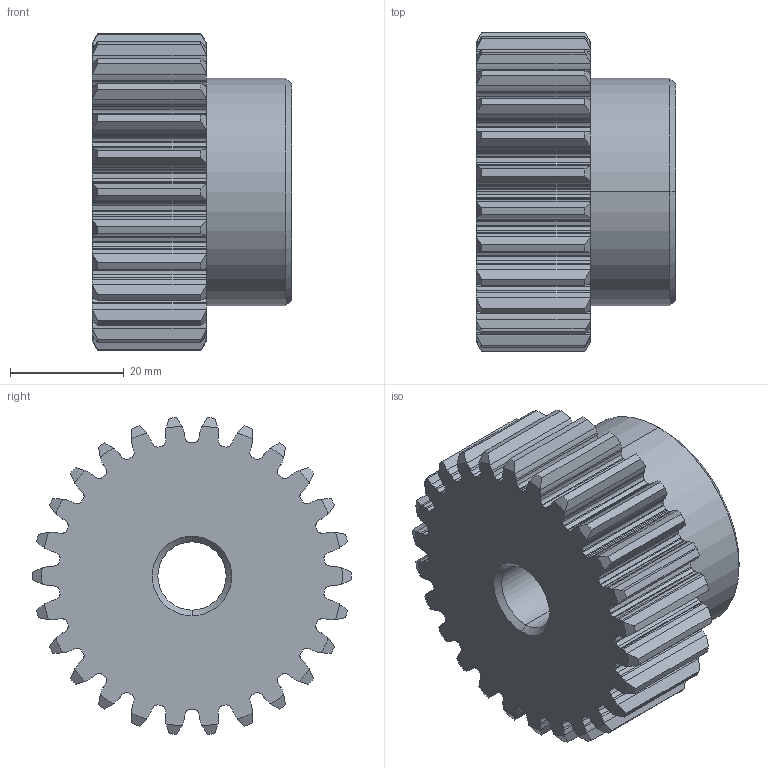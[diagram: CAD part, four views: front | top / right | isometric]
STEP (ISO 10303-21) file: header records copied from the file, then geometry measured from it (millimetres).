
FILE_DESCRIPTION(('HOOPS Exchange Step'),'2;1');
FILE_NAME('export-DF2CCA51-1909-4F30-ACC9-DB81599B069C.stp','2024-06-25T20:38:34+02:00',('Engineering'),('Alibre'),'HOOPS Exchange 2023.0','Alibre','Unknown authorisation');
FILE_SCHEMA( ('AP242_MANAGED_MODEL_BASED_3D_ENGINEERING_MIM_LF {1 0 10303 442 1 1 4 }') );
Length unit declared in the file: millimetre
Products named in the file (1): 6886 Module 2 Pinion, with 26 teeth
Bounding box: 35 x 56 x 55.73 mm (x, y, z)
Volume: 56308.3 mm3; surface area: 13386.9 mm2
Topology: 1 solids, 1 shells, 467 faces, 1386 edges, 922 vertices
Faces by surface type: cylinder 406, cone 58, plane 3
Entity records: 16309 total; most frequent: CARTESIAN_POINT 3113, DIRECTION 3074, ORIENTED_EDGE 2772, EDGE_CURVE 1386, AXIS2_PLACEMENT_3D 1331, VERTEX_POINT 922, CIRCLE 862, EDGE_LOOP 470
